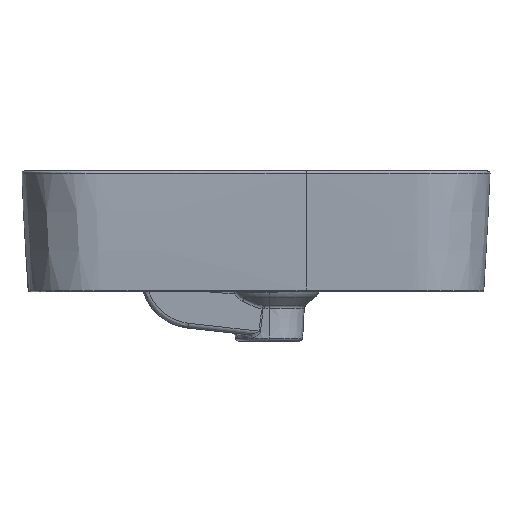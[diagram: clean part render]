
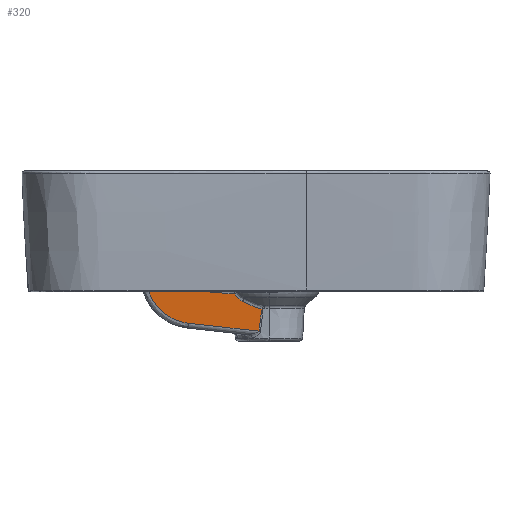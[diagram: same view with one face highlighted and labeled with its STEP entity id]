
A CAD part, left-side view. The second image highlights one B-rep face of the part: STEP entity #320.
In plain terms, the highlighted planar face has unit normal (-0.996, -0.023, -0.087).
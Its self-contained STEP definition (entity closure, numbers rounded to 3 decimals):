
#94=PLANE('',#1785);
#104=ELLIPSE('',#1746,45.184,45.);
#105=ELLIPSE('',#1784,283.066,19.755);
#320=ADVANCED_FACE('',(#451),#94,.F.);
#451=FACE_OUTER_BOUND('',#559,.T.);
#559=EDGE_LOOP('',(#912,#913,#914,#915,#916,#917,#918,#919));
#641=LINE('',#3441,#678);
#642=LINE('',#3443,#679);
#646=LINE('',#3606,#683);
#678=VECTOR('',#2025,1.);
#679=VECTOR('',#2026,1.);
#683=VECTOR('',#2044,1.);
#912=ORIENTED_EDGE('',*,*,#1499,.T.);
#913=ORIENTED_EDGE('',*,*,#1500,.F.);
#914=ORIENTED_EDGE('',*,*,#1430,.F.);
#915=ORIENTED_EDGE('',*,*,#1488,.F.);
#916=ORIENTED_EDGE('',*,*,#1487,.F.);
#917=ORIENTED_EDGE('',*,*,#1501,.F.);
#918=ORIENTED_EDGE('',*,*,#1412,.F.);
#919=ORIENTED_EDGE('',*,*,#1502,.F.);
#1228=VERTEX_POINT('',#2469);
#1233=VERTEX_POINT('',#2500);
#1255=VERTEX_POINT('',#2651);
#1268=VERTEX_POINT('',#2809);
#1270=VERTEX_POINT('',#2837);
#1295=VERTEX_POINT('',#3404);
#1296=VERTEX_POINT('',#3442);
#1299=VERTEX_POINT('',#3605);
#1412=EDGE_CURVE('',#1255,#1228,#1633,.T.);
#1430=EDGE_CURVE('',#1270,#1268,#104,.T.);
#1487=EDGE_CURVE('',#1295,#1296,#641,.T.);
#1488=EDGE_CURVE('',#1296,#1270,#642,.T.);
#1499=EDGE_CURVE('',#1233,#1299,#1664,.T.);
#1500=EDGE_CURVE('',#1268,#1299,#646,.T.);
#1501=EDGE_CURVE('',#1228,#1295,#105,.T.);
#1502=EDGE_CURVE('',#1233,#1255,#1665,.T.);
#1633=B_SPLINE_CURVE_WITH_KNOTS('',3,(#2652,#2653,#2654,#2655),
 .UNSPECIFIED.,.F.,.F.,(4,4),(0.,1.),.UNSPECIFIED.);
#1664=B_SPLINE_CURVE_WITH_KNOTS('',3,(#3587,#3588,#3589,#3590,#3591,#3592,
#3593,#3594,#3595,#3596,#3597,#3598,#3599,#3600,#3601,#3602,#3603,#3604),
 .UNSPECIFIED.,.F.,.F.,(4,2,2,2,2,2,2,2,4),(0.,0.125,0.25,
0.313,0.375,0.5,0.625,
0.75,1.),.UNSPECIFIED.);
#1665=B_SPLINE_CURVE_WITH_KNOTS('',3,(#3608,#3609,#3610,#3611),
 .UNSPECIFIED.,.F.,.F.,(4,4),(0.,1.),.UNSPECIFIED.);
#1746=AXIS2_PLACEMENT_3D('',#2838,#1955,#1956);
#1784=AXIS2_PLACEMENT_3D('',#3607,#2045,#2046);
#1785=AXIS2_PLACEMENT_3D('',#3612,#2047,#2048);
#1955=DIRECTION('',(0.996,0.023,0.087));
#1956=DIRECTION('',(0.09,-0.258,-0.962));
#2025=DIRECTION('',(-0.033,0.993,0.11));
#2026=DIRECTION('',(-0.033,0.993,0.11));
#2044=DIRECTION('',(0.023,-1.,0.));
#2045=DIRECTION('',(-0.996,-0.023,-0.087));
#2046=DIRECTION('',(-0.087,-0.002,0.996));
#2047=DIRECTION('',(0.996,0.023,0.087));
#2048=DIRECTION('',(-0.087,0.,0.996));
#2469=CARTESIAN_POINT('',(-32.777,-228.245,-131.114));
#2500=CARTESIAN_POINT('',(-34.641,-201.744,-116.925));
#2651=CARTESIAN_POINT('',(-33.839,-209.688,-123.963));
#2652=CARTESIAN_POINT('',(-33.839,-209.688,-123.963));
#2653=CARTESIAN_POINT('',(-33.422,-215.552,-127.152));
#2654=CARTESIAN_POINT('',(-33.043,-221.639,-129.848));
#2655=CARTESIAN_POINT('',(-32.777,-228.245,-131.114));
#2809=CARTESIAN_POINT('',(-36.714,-120.735,-115.));
#2837=CARTESIAN_POINT('',(-33.225,-158.245,-144.79));
#2838=CARTESIAN_POINT('',(-37.024,-163.183,-100.061));
#3404=CARTESIAN_POINT('',(-31.001,-225.316,-152.194));
#3441=CARTESIAN_POINT('',(-35.005,-104.596,-138.867));
#3442=CARTESIAN_POINT('',(-31.308,-216.051,-151.171));
#3443=CARTESIAN_POINT('',(-32.267,-187.148,-147.98));
#3587=CARTESIAN_POINT('',(-34.641,-201.744,-116.925));
#3588=CARTESIAN_POINT('',(-34.802,-195.457,-116.784));
#3589=CARTESIAN_POINT('',(-34.972,-189.182,-116.522));
#3590=CARTESIAN_POINT('',(-35.405,-176.747,-114.919));
#3591=CARTESIAN_POINT('',(-35.673,-170.527,-113.523));
#3592=CARTESIAN_POINT('',(-36.17,-161.786,-110.192));
#3593=CARTESIAN_POINT('',(-36.351,-158.959,-108.881));
#3594=CARTESIAN_POINT('',(-36.747,-153.487,-105.827));
#3595=CARTESIAN_POINT('',(-36.963,-150.833,-104.072));
#3596=CARTESIAN_POINT('',(-37.639,-143.409,-98.338));
#3597=CARTESIAN_POINT('',(-38.136,-139.062,-93.826));
#3598=CARTESIAN_POINT('',(-39.193,-131.489,-83.784));
#3599=CARTESIAN_POINT('',(-39.738,-128.352,-78.402));
#3600=CARTESIAN_POINT('',(-40.85,-122.988,-67.13));
#3601=CARTESIAN_POINT('',(-41.419,-120.768,-61.229));
#3602=CARTESIAN_POINT('',(-43.113,-115.145,-43.385));
#3603=CARTESIAN_POINT('',(-44.24,-112.732,-31.146));
#3604=CARTESIAN_POINT('',(-45.368,-110.561,-18.844));
#3605=CARTESIAN_POINT('',(-35.361,-178.283,-115.));
#3606=CARTESIAN_POINT('',(-39.53,-0.929,-115.));
#3607=CARTESIAN_POINT('',(-9.795,-235.23,-391.853));
#3608=CARTESIAN_POINT('',(-34.641,-201.744,-116.925));
#3609=CARTESIAN_POINT('',(-34.332,-203.73,-119.925));
#3610=CARTESIAN_POINT('',(-34.063,-206.531,-122.246));
#3611=CARTESIAN_POINT('',(-33.839,-209.688,-123.963));
#3612=CARTESIAN_POINT('',(-34.998,-104.587,-138.948));
